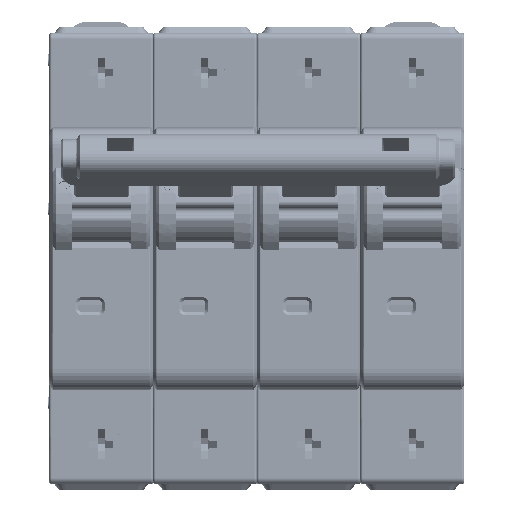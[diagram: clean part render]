
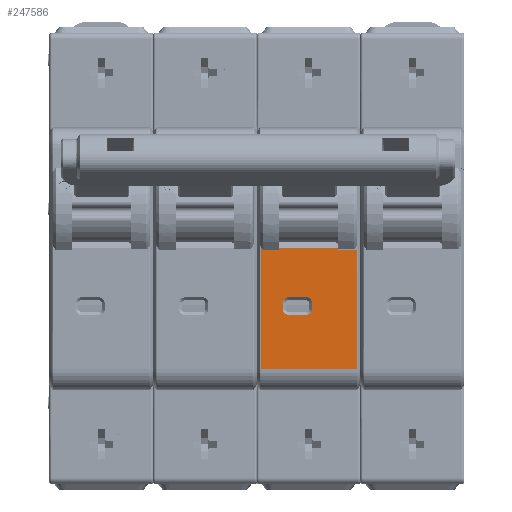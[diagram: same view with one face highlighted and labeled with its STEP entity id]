
A CAD part, left-side view. The second image highlights one B-rep face of the part: STEP entity #247586.
In plain terms, the highlighted planar face has unit normal (-1, 0, 0).
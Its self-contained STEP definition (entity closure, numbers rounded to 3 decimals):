
#11216=CARTESIAN_POINT('',(6.75,37.268,
-40.459));
#11217=CARTESIAN_POINT('',(6.75,37.314,
-40.392));
#11218=CARTESIAN_POINT('',(6.75,37.405,
-40.26));
#11219=CARTESIAN_POINT('',(6.75,37.537,
-40.065));
#11220=CARTESIAN_POINT('',(6.75,37.621,
-39.939));
#11221=CARTESIAN_POINT('',(6.75,37.663,
-39.876));
#11240=DIRECTION('',(0.,0.,-1.));
#11241=VECTOR('',#11240,21.024);
#11242=CARTESIAN_POINT('',(6.75,37.663,
-39.876));
#11243=LINE('',#11242,#11241);
#11244=DIRECTION('',(0.,-1.,0.));
#11245=VECTOR('',#11244,2.8);
#11246=CARTESIAN_POINT('',(6.75,37.268,
-40.459));
#11247=LINE('',#11246,#11245);
#11248=DIRECTION('',(0.,0.,1.));
#11249=VECTOR('',#11248,0.265);
#11250=CARTESIAN_POINT('',(6.75,34.468,
-40.459));
#11251=LINE('',#11250,#11249);
#11252=DIRECTION('',(0.,-1.,0.));
#11253=VECTOR('',#11252,10.);
#11254=CARTESIAN_POINT('',(6.75,34.468,
-40.194));
#11255=LINE('',#11254,#11253);
#11256=DIRECTION('',(0.,-1.,0.));
#11257=VECTOR('',#11256,3.195);
#11258=CARTESIAN_POINT('',(6.75,24.468,
-40.459));
#11259=LINE('',#11258,#11257);
#11260=DIRECTION('',(0.,0.,1.));
#11261=VECTOR('',#11260,20.441);
#11262=CARTESIAN_POINT('',(6.75,21.273,
-60.9));
#11263=LINE('',#11262,#11261);
#11264=DIRECTION('',(0.,-1.,0.));
#11265=VECTOR('',#11264,16.39);
#11266=CARTESIAN_POINT('',(6.75,37.663,
-60.9));
#11267=LINE('',#11266,#11265);
#11268=CARTESIAN_POINT('',(6.75,32.868,-50.6));
#11269=DIRECTION('',(1.,0.,0.));
#11270=DIRECTION('',(0.,0.,-1.));
#11271=AXIS2_PLACEMENT_3D('',#11268,#11269,#11270);
#11273=DIRECTION('',(0.,1.,0.));
#11274=VECTOR('',#11273,3.);
#11275=CARTESIAN_POINT('',(6.75,29.868,
-51.6));
#11276=LINE('',#11275,#11274);
#11277=CARTESIAN_POINT('',(6.75,29.868,-50.6));
#11278=DIRECTION('',(1.,0.,0.));
#11279=DIRECTION('',(0.,-1.,0.));
#11280=AXIS2_PLACEMENT_3D('',#11277,#11278,#11279);
#11282=DIRECTION('',(0.,0.,-1.));
#11283=VECTOR('',#11282,1.);
#11284=CARTESIAN_POINT('',(6.75,28.868,
-49.6));
#11285=LINE('',#11284,#11283);
#11286=CARTESIAN_POINT('',(6.75,29.868,-49.6));
#11287=DIRECTION('',(1.,0.,0.));
#11288=DIRECTION('',(0.,0.,1.));
#11289=AXIS2_PLACEMENT_3D('',#11286,#11287,#11288);
#11291=DIRECTION('',(0.,-1.,0.));
#11292=VECTOR('',#11291,3.);
#11293=CARTESIAN_POINT('',(6.75,32.868,
-48.6));
#11294=LINE('',#11293,#11292);
#11295=CARTESIAN_POINT('',(6.75,32.868,-49.6));
#11296=DIRECTION('',(1.,0.,0.));
#11297=DIRECTION('',(0.,1.,0.));
#11298=AXIS2_PLACEMENT_3D('',#11295,#11296,#11297);
#11300=DIRECTION('',(0.,0.,1.));
#11301=VECTOR('',#11300,1.);
#11302=CARTESIAN_POINT('',(6.75,33.868,
-50.6));
#11303=LINE('',#11302,#11301);
#11343=CARTESIAN_POINT('',(6.75,21.273,
-40.459));
#11384=DIRECTION('',(0.,0.,1.));
#11385=VECTOR('',#11384,0.265);
#11386=CARTESIAN_POINT('',(6.75,24.468,
-40.459));
#11387=LINE('',#11386,#11385);
#205464=CARTESIAN_POINT('',(6.75,37.268,
-40.459));
#205465=VERTEX_POINT('',#205464);
#205953=CARTESIAN_POINT('',(6.75,32.868,-51.6));
#205954=CARTESIAN_POINT('',(6.75,33.868,-50.6));
#205955=VERTEX_POINT('',#205953);
#205956=VERTEX_POINT('',#205954);
#205961=CARTESIAN_POINT('',(6.75,33.868,
-49.6));
#205962=VERTEX_POINT('',#205961);
#205965=CARTESIAN_POINT('',(6.75,32.868,-48.6));
#205966=VERTEX_POINT('',#205965);
#205969=CARTESIAN_POINT('',(6.75,29.868,
-48.6));
#205970=VERTEX_POINT('',#205969);
#205973=CARTESIAN_POINT('',(6.75,28.868,-49.6));
#205974=VERTEX_POINT('',#205973);
#205977=CARTESIAN_POINT('',(6.75,28.868,
-50.6));
#205978=VERTEX_POINT('',#205977);
#205981=CARTESIAN_POINT('',(6.75,29.868,-51.6));
#205982=VERTEX_POINT('',#205981);
#207154=CARTESIAN_POINT('',(6.75,37.663,-60.9));
#207155=VERTEX_POINT('',#207154);
#207158=CARTESIAN_POINT('',(6.75,37.663,
-39.876));
#207159=VERTEX_POINT('',#207158);
#207165=CARTESIAN_POINT('',(6.75,21.273,
-60.9));
#207166=VERTEX_POINT('',#207165);
#207171=VERTEX_POINT('',#11343);
#207403=CARTESIAN_POINT('',(6.75,24.468,
-40.459));
#207404=VERTEX_POINT('',#207403);
#207405=CARTESIAN_POINT('',(6.75,34.468,
-40.194));
#207406=VERTEX_POINT('',#207405);
#207407=CARTESIAN_POINT('',(6.75,24.468,
-40.194));
#207408=VERTEX_POINT('',#207407);
#207409=CARTESIAN_POINT('',(6.75,34.468,
-40.459));
#207410=VERTEX_POINT('',#207409);
#247544=CARTESIAN_POINT('',(6.75,38.318,-64.4));
#247545=DIRECTION('',(-1.,0.,0.));
#247546=DIRECTION('',(0.,0.,1.));
#247547=AXIS2_PLACEMENT_3D('',#247544,#247545,#247546);
#247548=PLANE('',#247547);
#247550=ORIENTED_EDGE('',*,*,#247549,.F.);
#247551=ORIENTED_EDGE('',*,*,#247529,.F.);
#247553=ORIENTED_EDGE('',*,*,#247552,.T.);
#247555=ORIENTED_EDGE('',*,*,#247554,.T.);
#247557=ORIENTED_EDGE('',*,*,#247556,.T.);
#247559=ORIENTED_EDGE('',*,*,#247558,.F.);
#247561=ORIENTED_EDGE('',*,*,#247560,.T.);
#247563=ORIENTED_EDGE('',*,*,#247562,.F.);
#247565=ORIENTED_EDGE('',*,*,#247564,.F.);
#247566=EDGE_LOOP('',(#247550,#247551,#247553,#247555,#247557,#247559,#247561,
#247563,#247565));
#247567=FACE_OUTER_BOUND('',#247566,.F.);
#247569=ORIENTED_EDGE('',*,*,#247568,.F.);
#247571=ORIENTED_EDGE('',*,*,#247570,.F.);
#247573=ORIENTED_EDGE('',*,*,#247572,.F.);
#247575=ORIENTED_EDGE('',*,*,#247574,.F.);
#247577=ORIENTED_EDGE('',*,*,#247576,.F.);
#247579=ORIENTED_EDGE('',*,*,#247578,.F.);
#247581=ORIENTED_EDGE('',*,*,#247580,.F.);
#247583=ORIENTED_EDGE('',*,*,#247582,.F.);
#247584=EDGE_LOOP('',(#247569,#247571,#247573,#247575,#247577,#247579,#247581,
#247583));
#247585=FACE_BOUND('',#247584,.F.);
#247586=ADVANCED_FACE('',(#247567,#247585),#247548,.T.);
#11222=B_SPLINE_CURVE_WITH_KNOTS('',3,(#11216,#11217,#11218,#11219,#11220,
#11221),.UNSPECIFIED.,.F.,.F.,(4,1,1,4),(0.,0.333,
0.667,1.),.UNSPECIFIED.);
#11272=CIRCLE('',#11271,1.);
#11281=CIRCLE('',#11280,1.);
#11290=CIRCLE('',#11289,1.);
#11299=CIRCLE('',#11298,1.);
#247529=EDGE_CURVE('',#205465,#207159,#11222,.T.);
#247549=EDGE_CURVE('',#207159,#207155,#11243,.T.);
#247552=EDGE_CURVE('',#205465,#207410,#11247,.T.);
#247554=EDGE_CURVE('',#207410,#207406,#11251,.T.);
#247556=EDGE_CURVE('',#207406,#207408,#11255,.T.);
#247558=EDGE_CURVE('',#207404,#207408,#11387,.T.);
#247560=EDGE_CURVE('',#207404,#207171,#11259,.T.);
#247562=EDGE_CURVE('',#207166,#207171,#11263,.T.);
#247564=EDGE_CURVE('',#207155,#207166,#11267,.T.);
#247568=EDGE_CURVE('',#205955,#205956,#11272,.T.);
#247570=EDGE_CURVE('',#205982,#205955,#11276,.T.);
#247572=EDGE_CURVE('',#205978,#205982,#11281,.T.);
#247574=EDGE_CURVE('',#205974,#205978,#11285,.T.);
#247576=EDGE_CURVE('',#205970,#205974,#11290,.T.);
#247578=EDGE_CURVE('',#205966,#205970,#11294,.T.);
#247580=EDGE_CURVE('',#205962,#205966,#11299,.T.);
#247582=EDGE_CURVE('',#205956,#205962,#11303,.T.);
